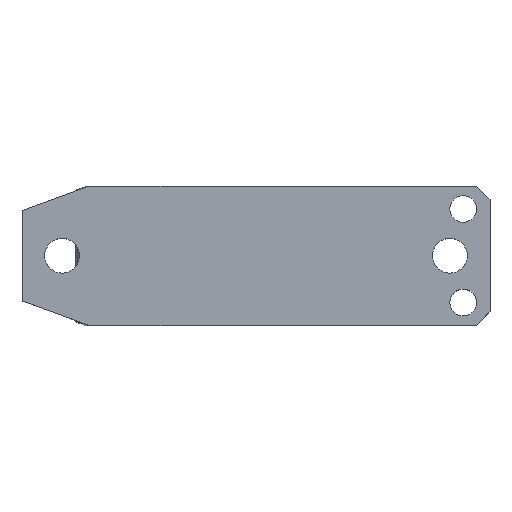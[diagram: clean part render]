
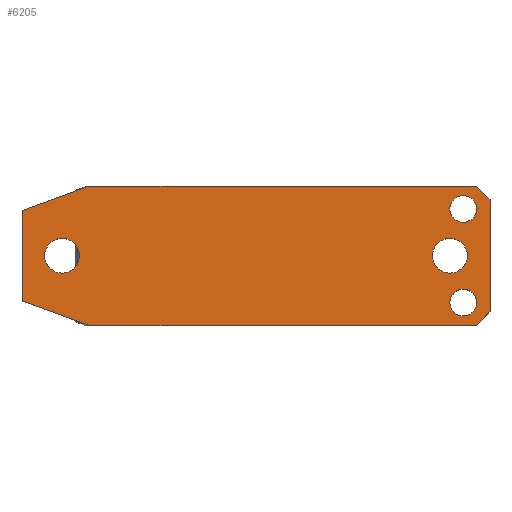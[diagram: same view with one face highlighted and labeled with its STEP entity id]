
A CAD part, top view. The second image highlights one B-rep face of the part: STEP entity #6205.
In plain terms, the highlighted planar face has unit normal (0, 0, 1).
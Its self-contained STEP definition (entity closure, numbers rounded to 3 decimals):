
#3826=CARTESIAN_POINT('Line Origine',(-140.6,-21.45,45.21)) ;
#3830=CARTESIAN_POINT('Vertex',(-153.1,-16.901,45.21)) ;
#3832=CARTESIAN_POINT('Vertex',(-128.1,-26.,45.21)) ;
#4605=CARTESIAN_POINT('Vertex',(-153.1,16.901,45.21)) ;
#4608=CARTESIAN_POINT('Line Origine',(-140.6,21.45,45.21)) ;
#4612=CARTESIAN_POINT('Vertex',(-128.1,26.,45.21)) ;
#4931=CARTESIAN_POINT('Line Origine',(-153.1,0.,45.21)) ;
#5414=CARTESIAN_POINT('Vertex',(6.9,-17.5,45.21)) ;
#5417=CARTESIAN_POINT('Axis2P3D Location',(11.9,-17.5,45.21)) ;
#5421=CARTESIAN_POINT('Vertex',(16.9,-17.5,45.21)) ;
#5446=CARTESIAN_POINT('Axis2P3D Location',(11.9,-17.5,45.21)) ;
#5476=CARTESIAN_POINT('Vertex',(6.9,17.5,45.21)) ;
#5479=CARTESIAN_POINT('Axis2P3D Location',(11.9,17.5,45.21)) ;
#5483=CARTESIAN_POINT('Vertex',(16.9,17.5,45.21)) ;
#5508=CARTESIAN_POINT('Axis2P3D Location',(11.9,17.5,45.21)) ;
#5784=CARTESIAN_POINT('Vertex',(0.4,0.,45.21)) ;
#5787=CARTESIAN_POINT('Axis2P3D Location',(6.9,0.,45.21)) ;
#5791=CARTESIAN_POINT('Vertex',(13.4,0.,45.21)) ;
#5811=CARTESIAN_POINT('Axis2P3D Location',(6.9,0.,45.21)) ;
#5841=CARTESIAN_POINT('Vertex',(-144.6,0.,45.21)) ;
#5844=CARTESIAN_POINT('Axis2P3D Location',(-138.1,0.,45.21)) ;
#5848=CARTESIAN_POINT('Vertex',(-131.6,0.,45.21)) ;
#5868=CARTESIAN_POINT('Axis2P3D Location',(-138.1,0.,45.21)) ;
#5994=CARTESIAN_POINT('Vertex',(16.9,26.,45.21)) ;
#6004=CARTESIAN_POINT('Line Origine',(-55.6,26.,45.21)) ;
#6037=CARTESIAN_POINT('Line Origine',(19.4,23.5,45.21)) ;
#6041=CARTESIAN_POINT('Vertex',(21.9,21.,45.21)) ;
#6068=CARTESIAN_POINT('Line Origine',(-55.6,-26.,45.21)) ;
#6072=CARTESIAN_POINT('Vertex',(16.9,-26.,45.21)) ;
#6154=CARTESIAN_POINT('Vertex',(21.9,-21.,45.21)) ;
#6157=CARTESIAN_POINT('Line Origine',(21.9,0.,45.21)) ;
#6169=CARTESIAN_POINT('Axis2P3D Location',(-153.1,26.,45.21)) ;
#6174=CARTESIAN_POINT('Line Origine',(19.4,-23.5,45.21)) ;
#3827=DIRECTION('Vector Direction',(0.94,-0.342,0.)) ;
#4609=DIRECTION('Vector Direction',(0.94,0.342,0.)) ;
#4932=DIRECTION('Vector Direction',(0.,-1.,0.)) ;
#5418=DIRECTION('Axis2P3D Direction',(-0.,0.,1.)) ;
#5447=DIRECTION('Axis2P3D Direction',(-0.,0.,1.)) ;
#5480=DIRECTION('Axis2P3D Direction',(-0.,0.,1.)) ;
#5509=DIRECTION('Axis2P3D Direction',(-0.,0.,1.)) ;
#5788=DIRECTION('Axis2P3D Direction',(0.,-0.,1.)) ;
#5812=DIRECTION('Axis2P3D Direction',(0.,-0.,1.)) ;
#5845=DIRECTION('Axis2P3D Direction',(0.,-0.,1.)) ;
#5869=DIRECTION('Axis2P3D Direction',(0.,-0.,1.)) ;
#6005=DIRECTION('Vector Direction',(1.,0.,0.)) ;
#6038=DIRECTION('Vector Direction',(-0.707,0.707,0.)) ;
#6069=DIRECTION('Vector Direction',(1.,0.,0.)) ;
#6158=DIRECTION('Vector Direction',(0.,-1.,0.)) ;
#6170=DIRECTION('Axis2P3D Direction',(0.,0.,-1.)) ;
#6171=DIRECTION('Axis2P3D XDirection',(-1.,0.,0.)) ;
#6175=DIRECTION('Vector Direction',(-0.707,-0.707,0.)) ;
#5419=AXIS2_PLACEMENT_3D('Circle Axis2P3D',#5417,#5418,$) ;
#5448=AXIS2_PLACEMENT_3D('Circle Axis2P3D',#5446,#5447,$) ;
#5481=AXIS2_PLACEMENT_3D('Circle Axis2P3D',#5479,#5480,$) ;
#5510=AXIS2_PLACEMENT_3D('Circle Axis2P3D',#5508,#5509,$) ;
#5789=AXIS2_PLACEMENT_3D('Circle Axis2P3D',#5787,#5788,$) ;
#5813=AXIS2_PLACEMENT_3D('Circle Axis2P3D',#5811,#5812,$) ;
#5846=AXIS2_PLACEMENT_3D('Circle Axis2P3D',#5844,#5845,$) ;
#5870=AXIS2_PLACEMENT_3D('Circle Axis2P3D',#5868,#5869,$) ;
#6172=AXIS2_PLACEMENT_3D('Plane Axis2P3D',#6169,#6170,#6171) ;
#6180=ORIENTED_EDGE('',*,*,#6178,.F.) ;
#6181=ORIENTED_EDGE('',*,*,#6161,.F.) ;
#6182=ORIENTED_EDGE('',*,*,#6043,.F.) ;
#6183=ORIENTED_EDGE('',*,*,#6008,.F.) ;
#6184=ORIENTED_EDGE('',*,*,#4614,.F.) ;
#6185=ORIENTED_EDGE('',*,*,#4935,.T.) ;
#6186=ORIENTED_EDGE('',*,*,#3834,.T.) ;
#6187=ORIENTED_EDGE('',*,*,#6074,.T.) ;
#6190=ORIENTED_EDGE('',*,*,#5815,.F.) ;
#6191=ORIENTED_EDGE('',*,*,#5793,.F.) ;
#6194=ORIENTED_EDGE('',*,*,#5423,.F.) ;
#6195=ORIENTED_EDGE('',*,*,#5450,.F.) ;
#6198=ORIENTED_EDGE('',*,*,#5512,.F.) ;
#6199=ORIENTED_EDGE('',*,*,#5485,.F.) ;
#6202=ORIENTED_EDGE('',*,*,#5850,.F.) ;
#6203=ORIENTED_EDGE('',*,*,#5872,.F.) ;
#6192=FACE_BOUND('',#6189,.T.) ;
#6196=FACE_BOUND('',#6193,.T.) ;
#6200=FACE_BOUND('',#6197,.T.) ;
#6204=FACE_BOUND('',#6201,.T.) ;
#3828=VECTOR('Line Direction',#3827,1.) ;
#4610=VECTOR('Line Direction',#4609,1.) ;
#4933=VECTOR('Line Direction',#4932,1.) ;
#6006=VECTOR('Line Direction',#6005,1.) ;
#6039=VECTOR('Line Direction',#6038,1.) ;
#6070=VECTOR('Line Direction',#6069,1.) ;
#6159=VECTOR('Line Direction',#6158,1.) ;
#6176=VECTOR('Line Direction',#6175,1.) ;
#6205=ADVANCED_FACE('CAM HOLDER',(#6188,#6192,#6196,#6200,#6204),#6173,.F.) ;
#5420=CIRCLE('generated circle',#5419,5.) ;
#5449=CIRCLE('generated circle',#5448,5.) ;
#5482=CIRCLE('generated circle',#5481,5.) ;
#5511=CIRCLE('generated circle',#5510,5.) ;
#5790=CIRCLE('generated circle',#5789,6.5) ;
#5814=CIRCLE('generated circle',#5813,6.5) ;
#5847=CIRCLE('generated circle',#5846,6.5) ;
#5871=CIRCLE('generated circle',#5870,6.5) ;
#3834=EDGE_CURVE('',#3831,#3833,#3829,.T.) ;
#4614=EDGE_CURVE('',#4606,#4613,#4611,.T.) ;
#4935=EDGE_CURVE('',#4606,#3831,#4934,.T.) ;
#5423=EDGE_CURVE('',#5415,#5422,#5420,.T.) ;
#5450=EDGE_CURVE('',#5422,#5415,#5449,.T.) ;
#5485=EDGE_CURVE('',#5477,#5484,#5482,.T.) ;
#5512=EDGE_CURVE('',#5484,#5477,#5511,.T.) ;
#5793=EDGE_CURVE('',#5785,#5792,#5790,.T.) ;
#5815=EDGE_CURVE('',#5792,#5785,#5814,.T.) ;
#5850=EDGE_CURVE('',#5842,#5849,#5847,.T.) ;
#5872=EDGE_CURVE('',#5849,#5842,#5871,.T.) ;
#6008=EDGE_CURVE('',#4613,#5995,#6007,.T.) ;
#6043=EDGE_CURVE('',#5995,#6042,#6040,.F.) ;
#6074=EDGE_CURVE('',#3833,#6073,#6071,.T.) ;
#6161=EDGE_CURVE('',#6042,#6155,#6160,.T.) ;
#6178=EDGE_CURVE('',#6155,#6073,#6177,.T.) ;
#6179=EDGE_LOOP('',(#6180,#6181,#6182,#6183,#6184,#6185,#6186,#6187)) ;
#6189=EDGE_LOOP('',(#6190,#6191)) ;
#6193=EDGE_LOOP('',(#6194,#6195)) ;
#6197=EDGE_LOOP('',(#6198,#6199)) ;
#6201=EDGE_LOOP('',(#6202,#6203)) ;
#6188=FACE_OUTER_BOUND('',#6179,.T.) ;
#3829=LINE('Line',#3826,#3828) ;
#4611=LINE('Line',#4608,#4610) ;
#4934=LINE('Line',#4931,#4933) ;
#6007=LINE('Line',#6004,#6006) ;
#6040=LINE('Line',#6037,#6039) ;
#6071=LINE('Line',#6068,#6070) ;
#6160=LINE('Line',#6157,#6159) ;
#6177=LINE('Line',#6174,#6176) ;
#6173=PLANE('Plane',#6172) ;
#3831=VERTEX_POINT('',#3830) ;
#3833=VERTEX_POINT('',#3832) ;
#4606=VERTEX_POINT('',#4605) ;
#4613=VERTEX_POINT('',#4612) ;
#5415=VERTEX_POINT('',#5414) ;
#5422=VERTEX_POINT('',#5421) ;
#5477=VERTEX_POINT('',#5476) ;
#5484=VERTEX_POINT('',#5483) ;
#5785=VERTEX_POINT('',#5784) ;
#5792=VERTEX_POINT('',#5791) ;
#5842=VERTEX_POINT('',#5841) ;
#5849=VERTEX_POINT('',#5848) ;
#5995=VERTEX_POINT('',#5994) ;
#6042=VERTEX_POINT('',#6041) ;
#6073=VERTEX_POINT('',#6072) ;
#6155=VERTEX_POINT('',#6154) ;
